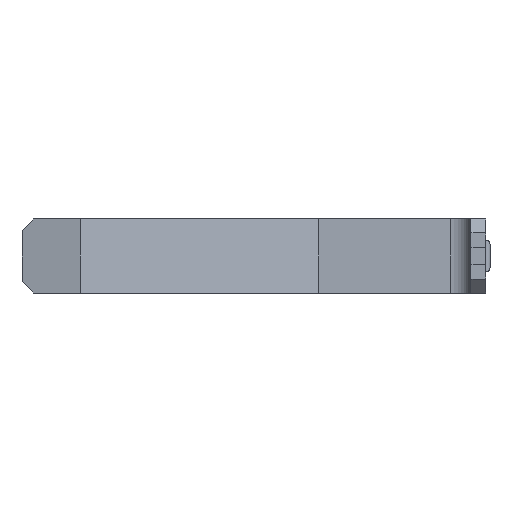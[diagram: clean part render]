
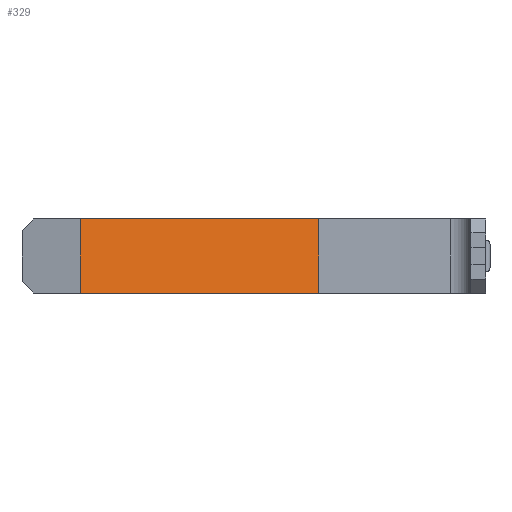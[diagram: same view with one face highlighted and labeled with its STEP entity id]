
A CAD part, front view. The second image highlights one B-rep face of the part: STEP entity #329.
In plain terms, the highlighted planar face has unit normal (0.423, -0.906, 0).
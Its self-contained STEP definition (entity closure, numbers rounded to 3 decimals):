
#14 = DIRECTION ( 'NONE',  ( 0., 0., -1. ) ) ;
#83 = ORIENTED_EDGE ( 'NONE', *, *, #943, .T. ) ;
#86 = AXIS2_PLACEMENT_3D ( 'NONE', #990, #198, #1654 ) ;
#123 = VECTOR ( 'NONE', #208, 1000. ) ;
#161 = CARTESIAN_POINT ( 'NONE',  ( -7.178, 14.75, 1.59 ) ) ;
#177 = VERTEX_POINT ( 'NONE', #161 ) ;
#198 = DIRECTION ( 'NONE',  ( -0.423, 0.906, 0. ) ) ;
#208 = DIRECTION ( 'NONE',  ( 0.906, 0.423, 0. ) ) ;
#226 = LINE ( 'NONE', #792, #1491 ) ;
#324 = FACE_OUTER_BOUND ( 'NONE', #1066, .T. ) ;
#329 = ADVANCED_FACE ( 'NONE', ( #324 ), #858, .F. ) ;
#338 = CARTESIAN_POINT ( 'NONE',  ( -17.419, 9.975, 1.59 ) ) ;
#367 = ORIENTED_EDGE ( 'NONE', *, *, #1173, .F. ) ;
#474 = LINE ( 'NONE', #1290, #123 ) ;
#616 = EDGE_CURVE ( 'NONE', #1241, #177, #474, .T. ) ;
#629 = LINE ( 'NONE', #1441, #1049 ) ;
#731 = EDGE_CURVE ( 'NONE', #1241, #1694, #1432, .T. ) ;
#774 = ORIENTED_EDGE ( 'NONE', *, *, #731, .T. ) ;
#792 = CARTESIAN_POINT ( 'NONE',  ( -6.932, 14.865, -1.59 ) ) ;
#858 = PLANE ( 'NONE',  #86 ) ;
#943 = EDGE_CURVE ( 'NONE', #1694, #1518, #226, .T. ) ;
#990 = CARTESIAN_POINT ( 'NONE',  ( -6.932, 14.865, 1.59 ) ) ;
#1042 = VECTOR ( 'NONE', #1684, 1000. ) ;
#1049 = VECTOR ( 'NONE', #14, 1000. ) ;
#1066 = EDGE_LOOP ( 'NONE', ( #83, #367, #1492, #774 ) ) ;
#1083 = CARTESIAN_POINT ( 'NONE',  ( -17.419, 9.975, 1.59 ) ) ;
#1173 = EDGE_CURVE ( 'NONE', #177, #1518, #629, .T. ) ;
#1241 = VERTEX_POINT ( 'NONE', #1083 ) ;
#1290 = CARTESIAN_POINT ( 'NONE',  ( -6.932, 14.865, 1.59 ) ) ;
#1432 = LINE ( 'NONE', #338, #1042 ) ;
#1441 = CARTESIAN_POINT ( 'NONE',  ( -7.178, 14.75, 1.59 ) ) ;
#1491 = VECTOR ( 'NONE', #1602, 1000. ) ;
#1492 = ORIENTED_EDGE ( 'NONE', *, *, #616, .F. ) ;
#1518 = VERTEX_POINT ( 'NONE', #1669 ) ;
#1602 = DIRECTION ( 'NONE',  ( 0.906, 0.423, 0. ) ) ;
#1654 = DIRECTION ( 'NONE',  ( -0.906, -0.423, 0. ) ) ;
#1669 = CARTESIAN_POINT ( 'NONE',  ( -7.178, 14.75, -1.59 ) ) ;
#1684 = DIRECTION ( 'NONE',  ( 0., 0., -1. ) ) ;
#1691 = CARTESIAN_POINT ( 'NONE',  ( -17.419, 9.975, -1.59 ) ) ;
#1694 = VERTEX_POINT ( 'NONE', #1691 ) ;
